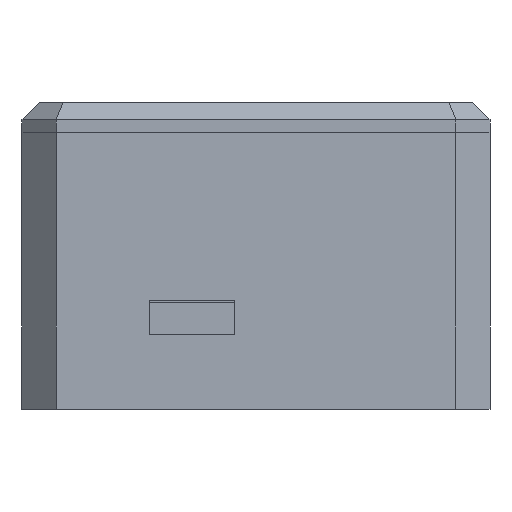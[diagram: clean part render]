
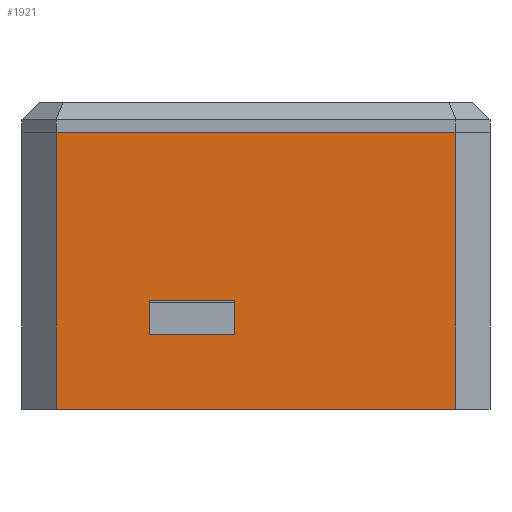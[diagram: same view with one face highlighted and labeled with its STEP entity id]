
A CAD part, left-side view. The second image highlights one B-rep face of the part: STEP entity #1921.
In plain terms, the highlighted planar face has unit normal (-1, 0, 0).
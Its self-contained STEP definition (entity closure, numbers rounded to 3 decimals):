
#55=FACE_BOUND('',#422,.T.);
#127=PLANE('',#2116);
#271=FACE_OUTER_BOUND('',#421,.T.);
#421=EDGE_LOOP('',(#1751,#1752,#1753,#1754));
#422=EDGE_LOOP('',(#1755,#1756,#1757,#1758));
#575=LINE('',#3083,#763);
#578=LINE('',#3088,#766);
#580=LINE('',#3092,#768);
#581=LINE('',#3094,#769);
#601=LINE('',#3164,#789);
#602=LINE('',#3166,#790);
#603=LINE('',#3168,#791);
#604=LINE('',#3169,#792);
#763=VECTOR('',#2540,10.);
#766=VECTOR('',#2545,10.);
#768=VECTOR('',#2549,10.);
#769=VECTOR('',#2552,10.);
#789=VECTOR('',#2634,10.);
#790=VECTOR('',#2635,10.);
#791=VECTOR('',#2636,10.);
#792=VECTOR('',#2637,10.);
#1010=VERTEX_POINT('',#3080);
#1011=VERTEX_POINT('',#3082);
#1012=VERTEX_POINT('',#3086);
#1013=VERTEX_POINT('',#3090);
#1031=VERTEX_POINT('',#3162);
#1032=VERTEX_POINT('',#3163);
#1033=VERTEX_POINT('',#3165);
#1034=VERTEX_POINT('',#3167);
#1241=EDGE_CURVE('',#1011,#1010,#575,.T.);
#1244=EDGE_CURVE('',#1010,#1012,#578,.T.);
#1246=EDGE_CURVE('',#1012,#1013,#580,.T.);
#1247=EDGE_CURVE('',#1013,#1011,#581,.T.);
#1279=EDGE_CURVE('',#1031,#1032,#601,.T.);
#1280=EDGE_CURVE('',#1031,#1033,#602,.T.);
#1281=EDGE_CURVE('',#1034,#1033,#603,.T.);
#1282=EDGE_CURVE('',#1032,#1034,#604,.T.);
#1751=ORIENTED_EDGE('',*,*,#1279,.F.);
#1752=ORIENTED_EDGE('',*,*,#1280,.T.);
#1753=ORIENTED_EDGE('',*,*,#1281,.F.);
#1754=ORIENTED_EDGE('',*,*,#1282,.F.);
#1755=ORIENTED_EDGE('',*,*,#1241,.T.);
#1756=ORIENTED_EDGE('',*,*,#1244,.T.);
#1757=ORIENTED_EDGE('',*,*,#1246,.T.);
#1758=ORIENTED_EDGE('',*,*,#1247,.T.);
#1921=ADVANCED_FACE('',(#271,#55),#127,.T.);
#2116=AXIS2_PLACEMENT_3D('',#3161,#2632,#2633);
#2540=DIRECTION('',(0.,1.,0.));
#2545=DIRECTION('',(0.,0.,1.));
#2549=DIRECTION('',(0.,-1.,0.));
#2552=DIRECTION('',(0.,0.,-1.));
#2632=DIRECTION('center_axis',(-1.,0.,0.));
#2633=DIRECTION('ref_axis',(0.,1.,0.));
#2634=DIRECTION('',(0.,-1.,0.));
#2635=DIRECTION('',(0.,0.,-1.));
#2636=DIRECTION('',(0.,1.,0.));
#2637=DIRECTION('',(0.,0.,-1.));
#3080=CARTESIAN_POINT('',(0.,40.,-23.7));
#3082=CARTESIAN_POINT('',(0.,30.,-23.7));
#3083=CARTESIAN_POINT('',(0.,22.,-23.7));
#3086=CARTESIAN_POINT('',(0.,40.,-19.7));
#3088=CARTESIAN_POINT('',(0.,40.,-9.85));
#3090=CARTESIAN_POINT('',(0.,30.,-19.7));
#3092=CARTESIAN_POINT('',(0.,17.,-19.7));
#3094=CARTESIAN_POINT('',(0.,30.,-11.85));
#3161=CARTESIAN_POINT('Origin',(0.,4.,0.));
#3162=CARTESIAN_POINT('',(0.,51.,0.));
#3163=CARTESIAN_POINT('',(0.,4.,0.));
#3164=CARTESIAN_POINT('',(0.,55.,0.));
#3165=CARTESIAN_POINT('',(0.,51.,-32.5));
#3166=CARTESIAN_POINT('',(0.,51.,0.));
#3167=CARTESIAN_POINT('',(0.,4.,-32.5));
#3168=CARTESIAN_POINT('',(0.,55.,-32.5));
#3169=CARTESIAN_POINT('',(0.,4.,0.));
